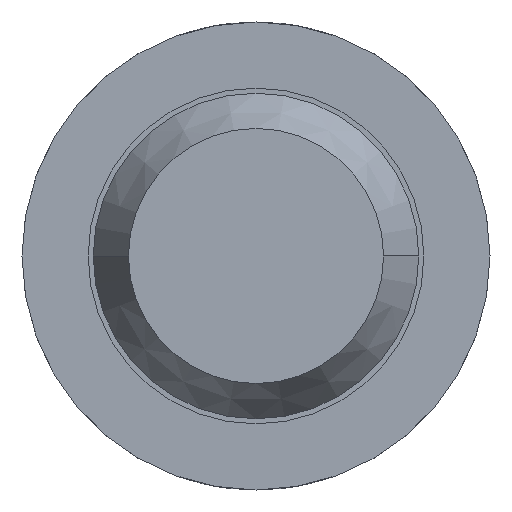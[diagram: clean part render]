
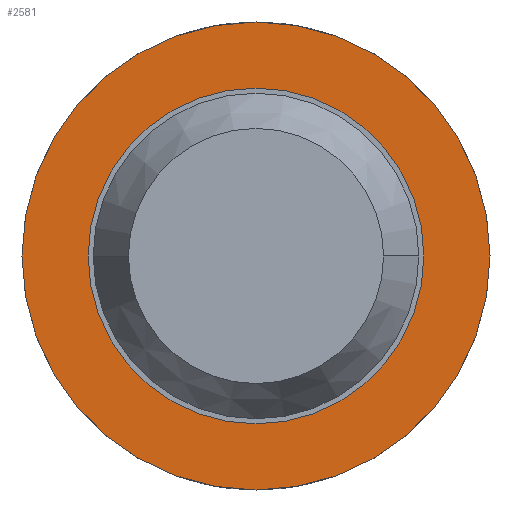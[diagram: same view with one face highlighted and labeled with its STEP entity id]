
A CAD part, front view. The second image highlights one B-rep face of the part: STEP entity #2581.
In plain terms, the highlighted planar face has unit normal (0, -1, 0).
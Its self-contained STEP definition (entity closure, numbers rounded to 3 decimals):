
#10 = CIRCLE ( 'NONE', #2639, 1.15 ) ;
#122 = VERTEX_POINT ( 'NONE', #2691 ) ;
#358 = DIRECTION ( 'NONE',  ( 0., 1., 0. ) ) ;
#555 = DIRECTION ( 'NONE',  ( 0., 1., 0. ) ) ;
#636 = AXIS2_PLACEMENT_3D ( 'NONE', #2783, #555, #3579 ) ;
#840 = CARTESIAN_POINT ( 'NONE',  ( 0., 12.25, 0. ) ) ;
#885 = EDGE_CURVE ( 'NONE', #2269, #122, #1705, .T. ) ;
#932 = DIRECTION ( 'NONE',  ( 0., 0., 1. ) ) ;
#1299 = ORIENTED_EDGE ( 'NONE', *, *, #2862, .F. ) ;
#1340 = EDGE_LOOP ( 'NONE', ( #1899, #2156 ) ) ;
#1341 = DIRECTION ( 'NONE',  ( 0., 1., 0. ) ) ;
#1705 = CIRCLE ( 'NONE', #636, 1.15 ) ;
#1865 = CIRCLE ( 'NONE', #4030, 0.825 ) ;
#1899 = ORIENTED_EDGE ( 'NONE', *, *, #2273, .F. ) ;
#1973 = VERTEX_POINT ( 'NONE', #2292 ) ;
#2118 = FACE_OUTER_BOUND ( 'NONE', #3710, .T. ) ;
#2156 = ORIENTED_EDGE ( 'NONE', *, *, #2870, .F. ) ;
#2170 = FACE_BOUND ( 'NONE', #1340, .T. ) ;
#2269 = VERTEX_POINT ( 'NONE', #4242 ) ;
#2273 = EDGE_CURVE ( 'NONE', #1973, #3998, #3463, .T. ) ;
#2292 = CARTESIAN_POINT ( 'NONE',  ( 0., 12.25, 0.825 ) ) ;
#2468 = DIRECTION ( 'NONE',  ( 0., -1., 0. ) ) ;
#2581 = ADVANCED_FACE ( 'NONE', ( #2170, #2118 ), #3256, .F. ) ;
#2639 = AXIS2_PLACEMENT_3D ( 'NONE', #3974, #1341, #4008 ) ;
#2691 = CARTESIAN_POINT ( 'NONE',  ( 0., 12.25, -1.15 ) ) ;
#2783 = CARTESIAN_POINT ( 'NONE',  ( 0., 12.25, 0. ) ) ;
#2862 = EDGE_CURVE ( 'NONE', #122, #2269, #10, .T. ) ;
#2870 = EDGE_CURVE ( 'NONE', #3998, #1973, #1865, .T. ) ;
#3256 = PLANE ( 'NONE',  #4356 ) ;
#3370 = CARTESIAN_POINT ( 'NONE',  ( 0., 12.25, -0.825 ) ) ;
#3463 = CIRCLE ( 'NONE', #4467, 0.825 ) ;
#3579 = DIRECTION ( 'NONE',  ( 0., 0., 1. ) ) ;
#3710 = EDGE_LOOP ( 'NONE', ( #4236, #1299 ) ) ;
#3813 = CARTESIAN_POINT ( 'NONE',  ( 0.825, 12.25, 0. ) ) ;
#3831 = DIRECTION ( 'NONE',  ( 0., 0., 1. ) ) ;
#3974 = CARTESIAN_POINT ( 'NONE',  ( 0., 12.25, 0. ) ) ;
#3998 = VERTEX_POINT ( 'NONE', #3370 ) ;
#4008 = DIRECTION ( 'NONE',  ( 0., 0., 1. ) ) ;
#4030 = AXIS2_PLACEMENT_3D ( 'NONE', #4369, #2468, #932 ) ;
#4236 = ORIENTED_EDGE ( 'NONE', *, *, #885, .F. ) ;
#4242 = CARTESIAN_POINT ( 'NONE',  ( 0., 12.25, 1.15 ) ) ;
#4262 = DIRECTION ( 'NONE',  ( 0., 0., 1. ) ) ;
#4279 = DIRECTION ( 'NONE',  ( 0., -1., 0. ) ) ;
#4356 = AXIS2_PLACEMENT_3D ( 'NONE', #3813, #358, #3831 ) ;
#4369 = CARTESIAN_POINT ( 'NONE',  ( 0., 12.25, 0. ) ) ;
#4467 = AXIS2_PLACEMENT_3D ( 'NONE', #840, #4279, #4262 ) ;
